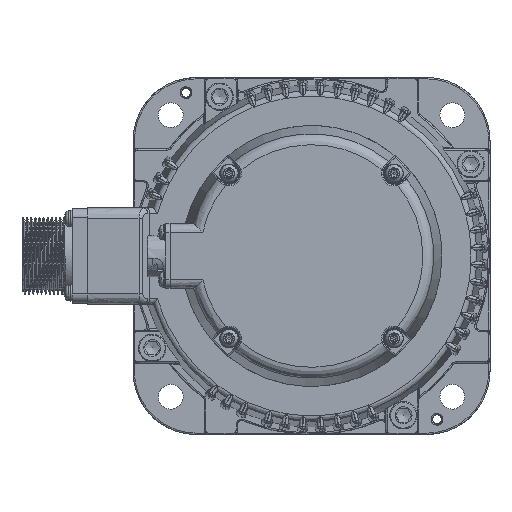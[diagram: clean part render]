
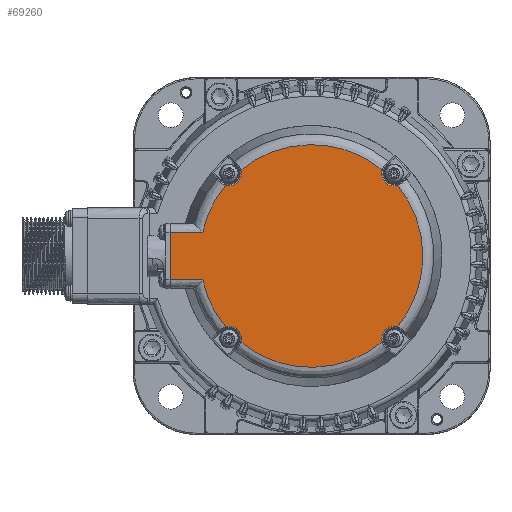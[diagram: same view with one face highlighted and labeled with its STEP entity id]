
A CAD part, left-side view. The second image highlights one B-rep face of the part: STEP entity #69260.
In plain terms, the highlighted free-form (B-spline) face has degree [1, 1] with [2, 2] control points.
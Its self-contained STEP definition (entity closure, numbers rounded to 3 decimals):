
#37=CARTESIAN_POINT('',(-181.1,51.5,8.67));
#38=VERTEX_POINT('',#37);
#68=CARTESIAN_POINT('',(-181.1,51.5,-8.67));
#69=VERTEX_POINT('',#68);
#76=CARTESIAN_POINT('',(-181.1,51.5,8.67));
#77=CARTESIAN_POINT('',(-181.1,51.5,-8.67));
#78=B_SPLINE_CURVE_WITH_KNOTS('',1,(#76,#77),.POLYLINE_FORM.,.F.,.U.,(2,2),(0.,1.),.UNSPECIFIED.);
#79=EDGE_CURVE('',#38,#69,#78,.T.);
#69073=CARTESIAN_POINT('',(-181.1,39.607,8.67));
#69074=VERTEX_POINT('',#69073);
#69083=CARTESIAN_POINT('',(-181.1,31.349,25.712));
#69084=VERTEX_POINT('',#69083);
#69085=CARTESIAN_POINT('',(-181.1,39.607,8.67));
#69086=CARTESIAN_POINT('',(-181.1,37.525,18.183));
#69087=CARTESIAN_POINT('',(-181.1,31.349,25.712));
#69088=(BOUNDED_CURVE()B_SPLINE_CURVE(2,(#69085,#69086,#69087),.CIRCULAR_ARC.,.F.,.U.)B_SPLINE_CURVE_WITH_KNOTS((3,3),(0.,1.),.UNSPECIFIED.)CURVE()GEOMETRIC_REPRESENTATION_ITEM()RATIONAL_B_SPLINE_CURVE((1.,0.972,1.))REPRESENTATION_ITEM(''));
#69089=EDGE_CURVE('',#69074,#69084,#69088,.T.);
#69120=CARTESIAN_POINT('',(-181.1,31.349,-25.712));
#69121=VERTEX_POINT('',#69120);
#69131=CARTESIAN_POINT('',(-181.1,39.607,-8.67));
#69132=VERTEX_POINT('',#69131);
#69133=CARTESIAN_POINT('',(-181.1,31.349,-25.712));
#69134=CARTESIAN_POINT('',(-181.1,37.525,-18.183));
#69135=CARTESIAN_POINT('',(-181.1,39.607,-8.67));
#69136=(BOUNDED_CURVE()B_SPLINE_CURVE(2,(#69133,#69134,#69135),.CIRCULAR_ARC.,.F.,.U.)B_SPLINE_CURVE_WITH_KNOTS((3,3),(0.,1.),.UNSPECIFIED.)CURVE()GEOMETRIC_REPRESENTATION_ITEM()RATIONAL_B_SPLINE_CURVE((1.,0.972,1.))REPRESENTATION_ITEM(''));
#69137=EDGE_CURVE('',#69121,#69132,#69136,.T.);
#69178=CARTESIAN_POINT('',(-181.1,51.5,-41.031));
#69179=CARTESIAN_POINT('',(-181.1,51.5,41.031));
#69180=CARTESIAN_POINT('',(-181.1,-41.097,-41.031));
#69181=CARTESIAN_POINT('',(-181.1,-41.097,41.031));
#69182=B_SPLINE_SURFACE_WITH_KNOTS('',1,1,((#69178,#69179),(#69180,#69181)),.PLANE_SURF.,.F.,.F.,.U.,(2,2),(2,2),(0.,1.),(0.,1.),.UNSPECIFIED.);
#69183=ORIENTED_EDGE('',*,*,#69137,.F.);
#69184=CARTESIAN_POINT('',(-181.1,25.712,-31.349));
#69185=VERTEX_POINT('',#69184);
#69186=CARTESIAN_POINT('',(-181.1,25.712,-31.349));
#69187=CARTESIAN_POINT('',(-181.1,24.938,-28.76));
#69188=CARTESIAN_POINT('',(-181.1,26.849,-26.849));
#69189=CARTESIAN_POINT('',(-181.1,28.76,-24.938));
#69190=CARTESIAN_POINT('',(-181.1,31.349,-25.712));
#69191=(BOUNDED_CURVE()B_SPLINE_CURVE(2,(#69186,#69187,#69188,#69189,#69190),.CIRCULAR_ARC.,.F.,.U.)B_SPLINE_CURVE_WITH_KNOTS((3,2,3),(0.,0.5,1.),.UNSPECIFIED.)CURVE()GEOMETRIC_REPRESENTATION_ITEM()RATIONAL_B_SPLINE_CURVE((1.,0.859,1.,0.859,1.))REPRESENTATION_ITEM(''));
#69192=EDGE_CURVE('',#69185,#69121,#69191,.T.);
#69193=ORIENTED_EDGE('',*,*,#69192,.F.);
#69194=CARTESIAN_POINT('',(-181.1,-25.712,-31.349));
#69195=VERTEX_POINT('',#69194);
#69196=CARTESIAN_POINT('',(-181.1,-25.712,-31.349));
#69197=CARTESIAN_POINT('',(-181.1,0.,-52.438));
#69198=CARTESIAN_POINT('',(-181.1,25.712,-31.349));
#69199=(BOUNDED_CURVE()B_SPLINE_CURVE(2,(#69196,#69197,#69198),.CIRCULAR_ARC.,.F.,.U.)B_SPLINE_CURVE_WITH_KNOTS((3,3),(0.,1.),.UNSPECIFIED.)CURVE()GEOMETRIC_REPRESENTATION_ITEM()RATIONAL_B_SPLINE_CURVE((1.,0.773,1.))REPRESENTATION_ITEM(''));
#69200=EDGE_CURVE('',#69195,#69185,#69199,.T.);
#69201=ORIENTED_EDGE('',*,*,#69200,.F.);
#69202=CARTESIAN_POINT('',(-181.1,-31.349,-25.712));
#69203=VERTEX_POINT('',#69202);
#69204=CARTESIAN_POINT('',(-181.1,-31.349,-25.712));
#69205=CARTESIAN_POINT('',(-181.1,-28.76,-24.938));
#69206=CARTESIAN_POINT('',(-181.1,-26.849,-26.849));
#69207=CARTESIAN_POINT('',(-181.1,-24.938,-28.76));
#69208=CARTESIAN_POINT('',(-181.1,-25.712,-31.349));
#69209=(BOUNDED_CURVE()B_SPLINE_CURVE(2,(#69204,#69205,#69206,#69207,#69208),.CIRCULAR_ARC.,.F.,.U.)B_SPLINE_CURVE_WITH_KNOTS((3,2,3),(0.,0.5,1.),.UNSPECIFIED.)CURVE()GEOMETRIC_REPRESENTATION_ITEM()RATIONAL_B_SPLINE_CURVE((1.,0.859,1.,0.859,1.))REPRESENTATION_ITEM(''));
#69210=EDGE_CURVE('',#69203,#69195,#69209,.T.);
#69211=ORIENTED_EDGE('',*,*,#69210,.F.);
#69212=CARTESIAN_POINT('',(-181.1,-31.349,25.712));
#69213=VERTEX_POINT('',#69212);
#69214=CARTESIAN_POINT('',(-181.1,-31.349,25.712));
#69215=CARTESIAN_POINT('',(-181.1,-52.438,0.));
#69216=CARTESIAN_POINT('',(-181.1,-31.349,-25.712));
#69217=(BOUNDED_CURVE()B_SPLINE_CURVE(2,(#69214,#69215,#69216),.CIRCULAR_ARC.,.F.,.U.)B_SPLINE_CURVE_WITH_KNOTS((3,3),(0.,1.),.UNSPECIFIED.)CURVE()GEOMETRIC_REPRESENTATION_ITEM()RATIONAL_B_SPLINE_CURVE((1.,0.773,1.))REPRESENTATION_ITEM(''));
#69218=EDGE_CURVE('',#69213,#69203,#69217,.T.);
#69219=ORIENTED_EDGE('',*,*,#69218,.F.);
#69220=CARTESIAN_POINT('',(-181.1,-25.712,31.349));
#69221=VERTEX_POINT('',#69220);
#69222=CARTESIAN_POINT('',(-181.1,-25.712,31.349));
#69223=CARTESIAN_POINT('',(-181.1,-24.938,28.76));
#69224=CARTESIAN_POINT('',(-181.1,-26.849,26.849));
#69225=CARTESIAN_POINT('',(-181.1,-28.76,24.938));
#69226=CARTESIAN_POINT('',(-181.1,-31.349,25.712));
#69227=(BOUNDED_CURVE()B_SPLINE_CURVE(2,(#69222,#69223,#69224,#69225,#69226),.CIRCULAR_ARC.,.F.,.U.)B_SPLINE_CURVE_WITH_KNOTS((3,2,3),(0.,0.5,1.),.UNSPECIFIED.)CURVE()GEOMETRIC_REPRESENTATION_ITEM()RATIONAL_B_SPLINE_CURVE((1.,0.859,1.,0.859,1.))REPRESENTATION_ITEM(''));
#69228=EDGE_CURVE('',#69221,#69213,#69227,.T.);
#69229=ORIENTED_EDGE('',*,*,#69228,.F.);
#69230=CARTESIAN_POINT('',(-181.1,25.712,31.349));
#69231=VERTEX_POINT('',#69230);
#69232=CARTESIAN_POINT('',(-181.1,25.712,31.349));
#69233=CARTESIAN_POINT('',(-181.1,0.,52.438));
#69234=CARTESIAN_POINT('',(-181.1,-25.712,31.349));
#69235=(BOUNDED_CURVE()B_SPLINE_CURVE(2,(#69232,#69233,#69234),.CIRCULAR_ARC.,.F.,.U.)B_SPLINE_CURVE_WITH_KNOTS((3,3),(0.,1.),.UNSPECIFIED.)CURVE()GEOMETRIC_REPRESENTATION_ITEM()RATIONAL_B_SPLINE_CURVE((1.,0.773,1.))REPRESENTATION_ITEM(''));
#69236=EDGE_CURVE('',#69231,#69221,#69235,.T.);
#69237=ORIENTED_EDGE('',*,*,#69236,.F.);
#69238=CARTESIAN_POINT('',(-181.1,31.349,25.712));
#69239=CARTESIAN_POINT('',(-181.1,28.76,24.938));
#69240=CARTESIAN_POINT('',(-181.1,26.849,26.849));
#69241=CARTESIAN_POINT('',(-181.1,24.938,28.76));
#69242=CARTESIAN_POINT('',(-181.1,25.712,31.349));
#69243=(BOUNDED_CURVE()B_SPLINE_CURVE(2,(#69238,#69239,#69240,#69241,#69242),.CIRCULAR_ARC.,.F.,.U.)B_SPLINE_CURVE_WITH_KNOTS((3,2,3),(0.,0.5,1.),.UNSPECIFIED.)CURVE()GEOMETRIC_REPRESENTATION_ITEM()RATIONAL_B_SPLINE_CURVE((1.,0.859,1.,0.859,1.))REPRESENTATION_ITEM(''));
#69244=EDGE_CURVE('',#69084,#69231,#69243,.T.);
#69245=ORIENTED_EDGE('',*,*,#69244,.F.);
#69246=ORIENTED_EDGE('',*,*,#69089,.F.);
#69247=CARTESIAN_POINT('',(-181.1,51.5,8.67));
#69248=CARTESIAN_POINT('',(-181.1,39.607,8.67));
#69249=B_SPLINE_CURVE_WITH_KNOTS('',1,(#69247,#69248),.POLYLINE_FORM.,.F.,.U.,(2,2),(0.,1.),.UNSPECIFIED.);
#69250=EDGE_CURVE('',#38,#69074,#69249,.T.);
#69251=ORIENTED_EDGE('',*,*,#69250,.F.);
#69252=ORIENTED_EDGE('',*,*,#79,.T.);
#69253=CARTESIAN_POINT('',(-181.1,39.607,-8.67));
#69254=CARTESIAN_POINT('',(-181.1,51.5,-8.67));
#69255=B_SPLINE_CURVE_WITH_KNOTS('',1,(#69253,#69254),.POLYLINE_FORM.,.F.,.U.,(2,2),(0.,1.),.UNSPECIFIED.);
#69256=EDGE_CURVE('',#69132,#69,#69255,.T.);
#69257=ORIENTED_EDGE('',*,*,#69256,.F.);
#69258=EDGE_LOOP('',(#69183,#69193,#69201,#69211,#69219,#69229,#69237,#69245,#69246,#69251,#69252,#69257));
#69259=FACE_OUTER_BOUND('',#69258,.T.);
#69260=ADVANCED_FACE('',(#69259),#69182,.T.);
